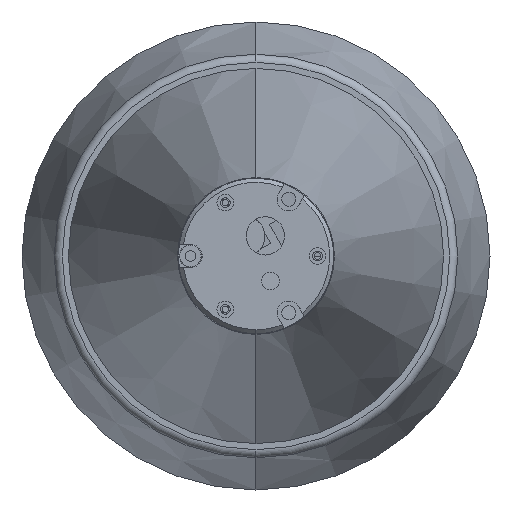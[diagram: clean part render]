
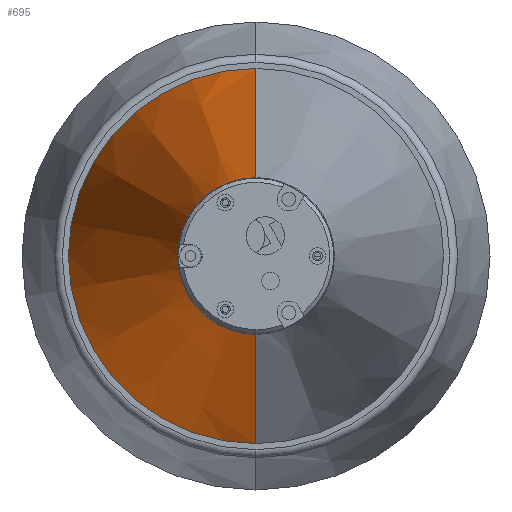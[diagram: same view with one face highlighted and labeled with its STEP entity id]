
A CAD part, left-side view. The second image highlights one B-rep face of the part: STEP entity #695.
In plain terms, the highlighted conical face has half-angle 13.358 degrees and reference radius 46.5 mm.
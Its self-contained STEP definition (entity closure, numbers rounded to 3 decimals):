
#680 = EDGE_CURVE ( 'NONE', #703, #685, #1814, .T. ) ;
#685 = VERTEX_POINT ( 'NONE', #1800 ) ;
#689 = EDGE_CURVE ( 'NONE', #740, #693, #1797, .T. ) ;
#690 = ORIENTED_EDGE ( 'NONE', *, *, #689, .T. ) ;
#691 = ORIENTED_EDGE ( 'NONE', *, *, #1047, .T. ) ;
#692 = ORIENTED_EDGE ( 'NONE', *, *, #680, .F. ) ;
#693 = VERTEX_POINT ( 'NONE', #1799 ) ;
#695 = ADVANCED_FACE ( 'NONE', ( #1786 ), #2045, .T. ) ;
#696 = EDGE_CURVE ( 'NONE', #693, #685, #2054, .T. ) ;
#703 = VERTEX_POINT ( 'NONE', #2081 ) ;
#731 = EDGE_LOOP ( 'NONE', ( #691, #690, #736, #692 ) ) ;
#736 = ORIENTED_EDGE ( 'NONE', *, *, #696, .T. ) ;
#740 = VERTEX_POINT ( 'NONE', #2296 ) ;
#1047 = EDGE_CURVE ( 'NONE', #703, #740, #2936, .T. ) ;
#1786 = FACE_OUTER_BOUND ( 'NONE', #731, .T. ) ;
#1789 = DIRECTION ( 'NONE',  ( 0.973, 0., 0.231 ) ) ;
#1790 = VECTOR ( 'NONE', #1789, 1000. ) ;
#1791 = CARTESIAN_POINT ( 'NONE',  ( -24.989, 24.444, 46.5 ) ) ;
#1797 = LINE ( 'NONE', #1791, #1790 ) ;
#1799 = CARTESIAN_POINT ( 'NONE',  ( -24.989, 24.444, 46.5 ) ) ;
#1800 = CARTESIAN_POINT ( 'NONE',  ( -24.989, 24.444, -46.5 ) ) ;
#1801 = DIRECTION ( 'NONE',  ( 0.973, 0., -0.231 ) ) ;
#1802 = VECTOR ( 'NONE', #1801, 1000. ) ;
#1803 = CARTESIAN_POINT ( 'NONE',  ( -24.989, 24.444, -46.5 ) ) ;
#1814 = LINE ( 'NONE', #1803, #1802 ) ;
#2040 = CARTESIAN_POINT ( 'NONE',  ( -24.989, 24.444, 0. ) ) ;
#2045 = CONICAL_SURFACE ( 'NONE', #2055, 46.5, 0.233 ) ;
#2046 = DIRECTION ( 'NONE',  ( 0., 0., -1. ) ) ;
#2047 = DIRECTION ( 'NONE',  ( 1., 0., 0. ) ) ;
#2048 = CARTESIAN_POINT ( 'NONE',  ( -24.989, 24.444, 0. ) ) ;
#2049 = DIRECTION ( 'NONE',  ( 0., 0., 1. ) ) ;
#2050 = DIRECTION ( 'NONE',  ( -1., 0., 0. ) ) ;
#2051 = AXIS2_PLACEMENT_3D ( 'NONE', #2040, #2050, #2049 ) ;
#2054 = CIRCLE ( 'NONE', #2051, 46.5 ) ;
#2055 = AXIS2_PLACEMENT_3D ( 'NONE', #2048, #2047, #2046 ) ;
#2081 = CARTESIAN_POINT ( 'NONE',  ( -138.938, 24.444, -19.441 ) ) ;
#2296 = CARTESIAN_POINT ( 'NONE',  ( -138.938, 24.444, 19.441 ) ) ;
#2930 = DIRECTION ( 'NONE',  ( 0., 0., -1. ) ) ;
#2931 = DIRECTION ( 'NONE',  ( 1., 0., 0. ) ) ;
#2932 = CARTESIAN_POINT ( 'NONE',  ( -138.938, 24.444, 0. ) ) ;
#2933 = AXIS2_PLACEMENT_3D ( 'NONE', #2932, #2931, #2930 ) ;
#2936 = CIRCLE ( 'NONE', #2933, 19.441 ) ;
